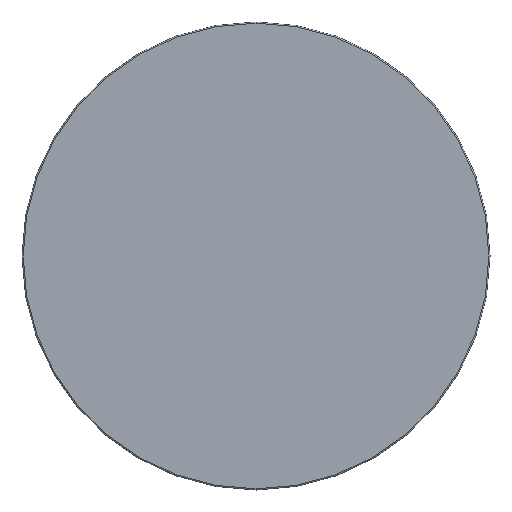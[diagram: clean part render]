
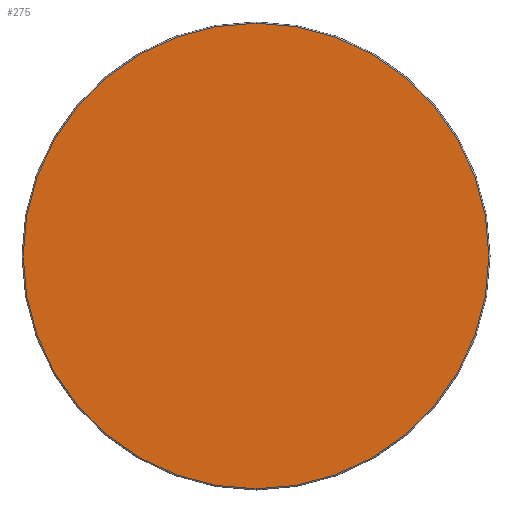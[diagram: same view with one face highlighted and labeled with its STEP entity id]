
A CAD part, front view. The second image highlights one B-rep face of the part: STEP entity #275.
In plain terms, the highlighted planar face has unit normal (0, -1, 0).
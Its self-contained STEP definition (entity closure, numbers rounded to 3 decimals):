
#4 = EDGE_CURVE ( 'NONE', #167, #82, #172, .T. ) ;
#21 = CIRCLE ( 'NONE', #219, 49.75 ) ;
#23 = DIRECTION ( 'NONE',  ( 0., 0., 1. ) ) ;
#57 = DIRECTION ( 'NONE',  ( 0., -1., 0. ) ) ;
#82 = VERTEX_POINT ( 'NONE', #234 ) ;
#93 = AXIS2_PLACEMENT_3D ( 'NONE', #230, #57, #145 ) ;
#94 = PLANE ( 'NONE',  #156 ) ;
#95 = FACE_OUTER_BOUND ( 'NONE', #127, .T. ) ;
#107 = ORIENTED_EDGE ( 'NONE', *, *, #128, .T. ) ;
#122 = CARTESIAN_POINT ( 'NONE',  ( 0., 0., 0. ) ) ;
#127 = EDGE_LOOP ( 'NONE', ( #169, #107 ) ) ;
#128 = EDGE_CURVE ( 'NONE', #82, #167, #21, .T. ) ;
#145 = DIRECTION ( 'NONE',  ( 0., 0., 1. ) ) ;
#151 = DIRECTION ( 'NONE',  ( 0., 0., 1. ) ) ;
#156 = AXIS2_PLACEMENT_3D ( 'NONE', #122, #203, #23 ) ;
#167 = VERTEX_POINT ( 'NONE', #256 ) ;
#169 = ORIENTED_EDGE ( 'NONE', *, *, #4, .T. ) ;
#172 = CIRCLE ( 'NONE', #93, 49.75 ) ;
#200 = CARTESIAN_POINT ( 'NONE',  ( 0., 0., 0. ) ) ;
#203 = DIRECTION ( 'NONE',  ( 0., 1., 0. ) ) ;
#215 = DIRECTION ( 'NONE',  ( 0., -1., 0. ) ) ;
#219 = AXIS2_PLACEMENT_3D ( 'NONE', #200, #215, #151 ) ;
#230 = CARTESIAN_POINT ( 'NONE',  ( 0., 0., 0. ) ) ;
#234 = CARTESIAN_POINT ( 'NONE',  ( 0., 0., -49.75 ) ) ;
#256 = CARTESIAN_POINT ( 'NONE',  ( 0., 0., 49.75 ) ) ;
#275 = ADVANCED_FACE ( 'NONE', ( #95 ), #94, .F. ) ;
